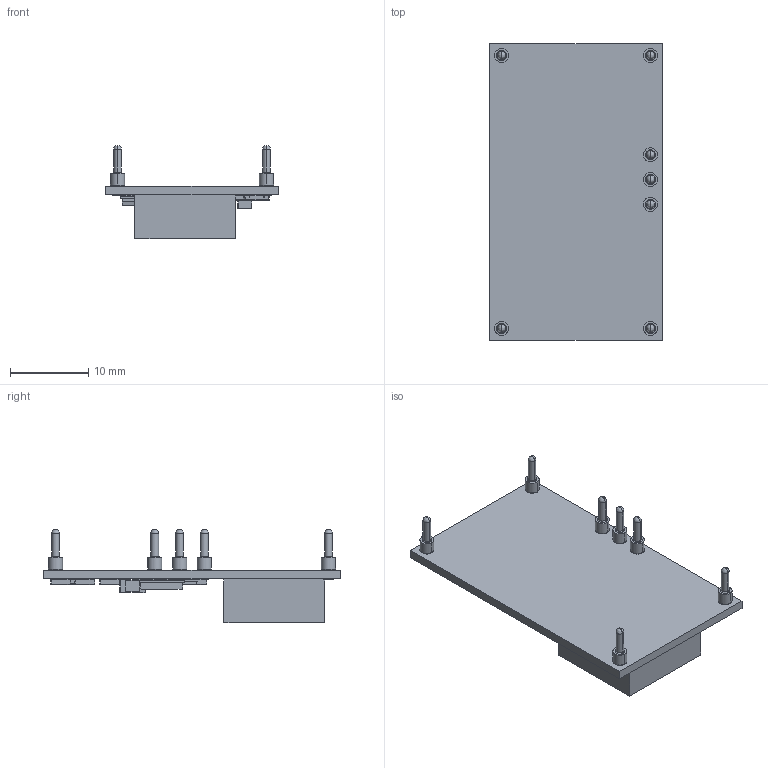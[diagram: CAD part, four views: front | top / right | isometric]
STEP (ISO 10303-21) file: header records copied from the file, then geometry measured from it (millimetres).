
FILE_DESCRIPTION((''),'2;1');
FILE_NAME('PTN78020_TH_MM.stp','2014-03-07T09:41:52',(''),(''),'Mechanical Desktop 2009','Mechanical Desktop 2009',', , ');
FILE_SCHEMA(('CONFIG_CONTROL_DESIGN'));
Length unit declared in the file: millimetre
Products named in the file (15): PTN78020_TH_MM; ~PCB; INDUCTOR; ~~~~~~~PART1; ~SOLDER; 1210_C; ~BODY; SIDE; BASE; METAL; ~BASE; ~METAL; ~PART3; PTN78020_SMT_3D; PIN SMT
Assembly tree (44 placements, depth 3):
  PTN78020_TH_MM
    ~PCB
    INDUCTOR
    ~~~~~~~PART1
    ~SOLDER  x14
    1210_C  x9
      ~BODY
      SIDE
    BASE
    METAL
    ~BASE  x2
    ~METAL  x2
    ~PART3  x7
    PTN78020_SMT_3D
      PIN SMT
Bounding box: 22.1 x 37.97 x 11.94 mm (x, y, z)
Volume: 2072.9 mm3; surface area: 3278.5 mm2
Topology: 69 solids, 69 shells, 1021 faces, 2234 edges, 1195 vertices
Faces by surface type: plane 425, cylinder 364, sphere 160, bspline 44, torus 14, cone 14
Entity records: 8811 total; most frequent: CARTESIAN_POINT 2118, DIRECTION 1370, ORIENTED_EDGE 1240, EDGE_CURVE 620, AXIS2_PLACEMENT_3D 459, VECTOR 452, LINE 452, VERTEX_POINT 389
